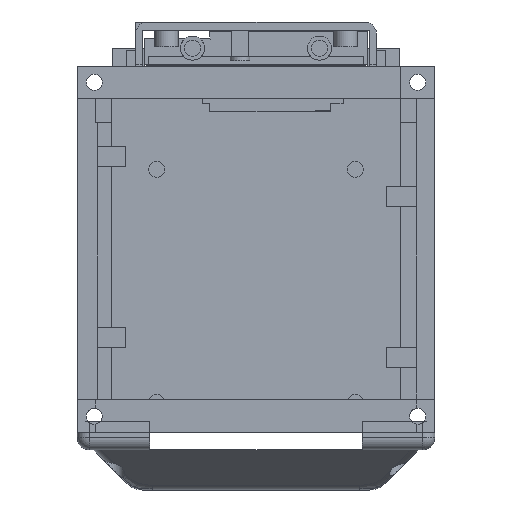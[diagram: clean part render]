
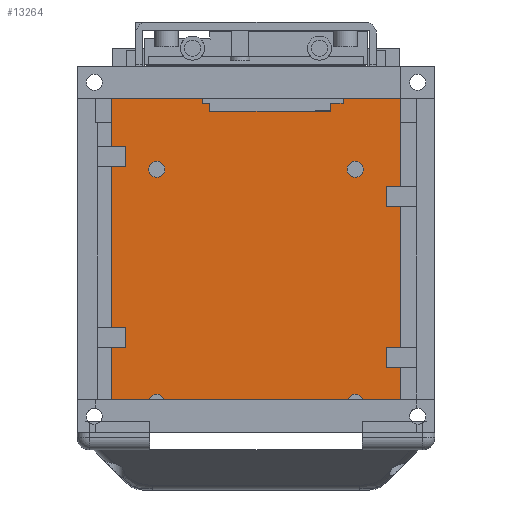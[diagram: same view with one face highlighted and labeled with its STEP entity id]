
A CAD part, front view. The second image highlights one B-rep face of the part: STEP entity #13264.
In plain terms, the highlighted planar face has unit normal (0, -1, 0).
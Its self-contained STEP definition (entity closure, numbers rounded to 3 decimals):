
#328=FACE_BOUND('',#1807,.T.);
#329=FACE_BOUND('',#1808,.T.);
#330=FACE_BOUND('',#1809,.T.);
#331=FACE_BOUND('',#1810,.T.);
#332=FACE_BOUND('',#1811,.T.);
#536=CIRCLE('',#14062,2.);
#537=CIRCLE('',#14063,2.);
#538=CIRCLE('',#14064,2.);
#539=CIRCLE('',#14065,2.);
#1071=FACE_OUTER_BOUND('',#1806,.T.);
#1806=EDGE_LOOP('',(#9342,#9343,#9344,#9345));
#1807=EDGE_LOOP('',(#9346,#9347,#9348,#9349,#9350,#9351,#9352,#9353));
#1808=EDGE_LOOP('',(#9354));
#1809=EDGE_LOOP('',(#9355));
#1810=EDGE_LOOP('',(#9356));
#1811=EDGE_LOOP('',(#9357));
#2570=LINE('',#18633,#4092);
#2573=LINE('',#18639,#4095);
#2577=LINE('',#18646,#4099);
#2585=LINE('',#18663,#4107);
#2602=LINE('',#18719,#4124);
#2631=LINE('',#18787,#4153);
#2637=LINE('',#18799,#4159);
#2803=LINE('',#19178,#4325);
#2834=LINE('',#19282,#4356);
#2835=LINE('',#19284,#4357);
#2836=LINE('',#19286,#4358);
#2837=LINE('',#19287,#4359);
#4092=VECTOR('',#14972,10.);
#4095=VECTOR('',#14977,10.);
#4099=VECTOR('',#14983,10.);
#4107=VECTOR('',#14995,10.);
#4124=VECTOR('',#15048,10.);
#4153=VECTOR('',#15103,10.);
#4159=VECTOR('',#15113,10.);
#4325=VECTOR('',#15441,10.);
#4356=VECTOR('',#15564,10.);
#4357=VECTOR('',#15565,10.);
#4358=VECTOR('',#15566,10.);
#4359=VECTOR('',#15567,10.);
#5614=VERTEX_POINT('',#18630);
#5615=VERTEX_POINT('',#18632);
#5617=VERTEX_POINT('',#18638);
#5619=VERTEX_POINT('',#18644);
#5626=VERTEX_POINT('',#18662);
#5646=VERTEX_POINT('',#18716);
#5647=VERTEX_POINT('',#18718);
#5673=VERTEX_POINT('',#18786);
#5835=VERTEX_POINT('',#19280);
#5836=VERTEX_POINT('',#19281);
#5837=VERTEX_POINT('',#19283);
#5838=VERTEX_POINT('',#19285);
#5839=VERTEX_POINT('',#19288);
#5840=VERTEX_POINT('',#19290);
#5841=VERTEX_POINT('',#19292);
#5842=VERTEX_POINT('',#19294);
#6864=EDGE_CURVE('',#5615,#5614,#2570,.T.);
#6867=EDGE_CURVE('',#5617,#5615,#2573,.T.);
#6871=EDGE_CURVE('',#5614,#5619,#2577,.T.);
#6879=EDGE_CURVE('',#5626,#5617,#2585,.T.);
#6905=EDGE_CURVE('',#5647,#5646,#2602,.T.);
#6941=EDGE_CURVE('',#5673,#5647,#2631,.T.);
#6947=EDGE_CURVE('',#5619,#5673,#2637,.T.);
#7139=EDGE_CURVE('',#5646,#5626,#2803,.T.);
#7187=EDGE_CURVE('',#5835,#5836,#2834,.T.);
#7188=EDGE_CURVE('',#5837,#5836,#2835,.T.);
#7189=EDGE_CURVE('',#5837,#5838,#2836,.T.);
#7190=EDGE_CURVE('',#5838,#5835,#2837,.T.);
#7191=EDGE_CURVE('',#5839,#5839,#536,.T.);
#7192=EDGE_CURVE('',#5840,#5840,#537,.T.);
#7193=EDGE_CURVE('',#5841,#5841,#538,.T.);
#7194=EDGE_CURVE('',#5842,#5842,#539,.T.);
#9342=ORIENTED_EDGE('',*,*,#7187,.T.);
#9343=ORIENTED_EDGE('',*,*,#7188,.F.);
#9344=ORIENTED_EDGE('',*,*,#7189,.T.);
#9345=ORIENTED_EDGE('',*,*,#7190,.T.);
#9346=ORIENTED_EDGE('',*,*,#6871,.T.);
#9347=ORIENTED_EDGE('',*,*,#6947,.T.);
#9348=ORIENTED_EDGE('',*,*,#6941,.T.);
#9349=ORIENTED_EDGE('',*,*,#6905,.T.);
#9350=ORIENTED_EDGE('',*,*,#7139,.T.);
#9351=ORIENTED_EDGE('',*,*,#6879,.T.);
#9352=ORIENTED_EDGE('',*,*,#6867,.T.);
#9353=ORIENTED_EDGE('',*,*,#6864,.T.);
#9354=ORIENTED_EDGE('',*,*,#7191,.F.);
#9355=ORIENTED_EDGE('',*,*,#7192,.F.);
#9356=ORIENTED_EDGE('',*,*,#7193,.F.);
#9357=ORIENTED_EDGE('',*,*,#7194,.F.);
#12705=PLANE('',#14061);
#13264=ADVANCED_FACE('',(#1071,#328,#329,#330,#331,#332),#12705,.F.);
#14061=AXIS2_PLACEMENT_3D('',#19279,#15562,#15563);
#14062=AXIS2_PLACEMENT_3D('',#19289,#15568,#15569);
#14063=AXIS2_PLACEMENT_3D('',#19291,#15570,#15571);
#14064=AXIS2_PLACEMENT_3D('',#19293,#15572,#15573);
#14065=AXIS2_PLACEMENT_3D('',#19295,#15574,#15575);
#14972=DIRECTION('',(-1.,0.,0.));
#14977=DIRECTION('',(0.,0.,-1.));
#14983=DIRECTION('',(0.,0.,1.));
#14995=DIRECTION('',(-1.,0.,0.));
#15048=DIRECTION('',(1.,0.,0.));
#15103=DIRECTION('',(0.,0.,1.));
#15113=DIRECTION('',(-1.,0.,0.));
#15441=DIRECTION('',(0.,0.,-1.));
#15562=DIRECTION('center_axis',(0.,1.,0.));
#15563=DIRECTION('ref_axis',(1.,0.,0.));
#15564=DIRECTION('',(-1.,0.,0.));
#15565=DIRECTION('',(0.,0.,1.));
#15566=DIRECTION('',(1.,0.,0.));
#15567=DIRECTION('',(0.,0.,1.));
#15568=DIRECTION('center_axis',(0.,-1.,0.));
#15569=DIRECTION('ref_axis',(1.,0.,0.));
#15570=DIRECTION('center_axis',(0.,-1.,0.));
#15571=DIRECTION('ref_axis',(1.,0.,0.));
#15572=DIRECTION('center_axis',(0.,-1.,0.));
#15573=DIRECTION('ref_axis',(1.,0.,0.));
#15574=DIRECTION('center_axis',(0.,-1.,0.));
#15575=DIRECTION('ref_axis',(1.,0.,0.));
#18630=CARTESIAN_POINT('',(-11.5,0.,32.3));
#18632=CARTESIAN_POINT('',(18.5,0.,32.3));
#18633=CARTESIAN_POINT('',(9.25,0.,32.3));
#18638=CARTESIAN_POINT('',(18.5,0.,34.3));
#18639=CARTESIAN_POINT('',(18.5,0.,17.15));
#18644=CARTESIAN_POINT('',(-11.5,0.,34.3));
#18646=CARTESIAN_POINT('',(-11.5,0.,16.15));
#18662=CARTESIAN_POINT('',(21.7,0.,34.3));
#18663=CARTESIAN_POINT('',(10.85,0.,34.3));
#18716=CARTESIAN_POINT('',(21.7,0.,36.3));
#18718=CARTESIAN_POINT('',(-13.3,0.,36.3));
#18719=CARTESIAN_POINT('',(-6.65,0.,36.3));
#18786=CARTESIAN_POINT('',(-13.3,0.,34.3));
#18787=CARTESIAN_POINT('',(-13.3,0.,17.15));
#18799=CARTESIAN_POINT('',(10.85,0.,34.3));
#19178=CARTESIAN_POINT('',(21.7,0.,18.15));
#19279=CARTESIAN_POINT('Origin',(0.,0.,0.));
#19280=CARTESIAN_POINT('',(36.,0.,43.5));
#19281=CARTESIAN_POINT('',(-36.,0.,43.5));
#19282=CARTESIAN_POINT('',(28.,0.,43.5));
#19283=CARTESIAN_POINT('',(-36.,0.,-43.5));
#19284=CARTESIAN_POINT('',(-36.,0.,-43.5));
#19285=CARTESIAN_POINT('',(36.,0.,-43.5));
#19286=CARTESIAN_POINT('',(28.,0.,-43.5));
#19287=CARTESIAN_POINT('',(36.,0.,-43.5));
#19288=CARTESIAN_POINT('',(-26.7,0.,17.8));
#19289=CARTESIAN_POINT('Origin',(-24.7,0.,17.8));
#19290=CARTESIAN_POINT('',(-26.7,0.,-40.2));
#19291=CARTESIAN_POINT('Origin',(-24.7,0.,-40.2));
#19292=CARTESIAN_POINT('',(22.7,0.,-40.2));
#19293=CARTESIAN_POINT('Origin',(24.7,0.,-40.2));
#19294=CARTESIAN_POINT('',(22.7,0.,17.8));
#19295=CARTESIAN_POINT('Origin',(24.7,0.,17.8));
